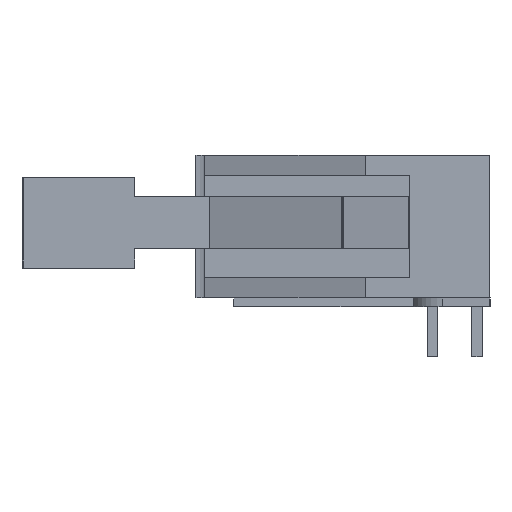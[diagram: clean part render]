
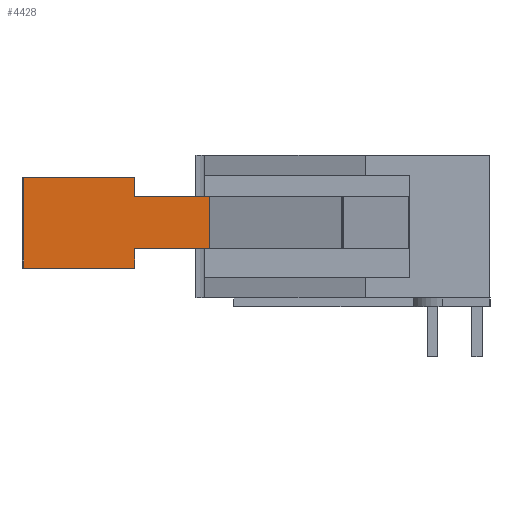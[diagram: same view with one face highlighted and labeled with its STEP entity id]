
A CAD part, left-side view. The second image highlights one B-rep face of the part: STEP entity #4428.
In plain terms, the highlighted planar face has unit normal (-1, 0, 0).
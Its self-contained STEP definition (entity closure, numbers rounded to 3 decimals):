
#201=PLANE($,#4741);
#690=LINE($,#7003,#1241);
#696=LINE($,#7020,#1247);
#697=LINE($,#7021,#1248);
#698=LINE($,#7023,#1249);
#699=LINE($,#7025,#1250);
#700=LINE($,#7027,#1251);
#701=LINE($,#7029,#1252);
#702=LINE($,#7030,#1253);
#1241=VECTOR($,#5733,4.281);
#1247=VECTOR($,#5747,4.281);
#1248=VECTOR($,#5748,2.997);
#1249=VECTOR($,#5749,1.092);
#1250=VECTOR($,#5750,6.326);
#1251=VECTOR($,#5751,5.182);
#1252=VECTOR($,#5752,6.326);
#1253=VECTOR($,#5753,1.092);
#1558=FACE_OUTER_BOUND($,#1821,.T.);
#1821=EDGE_LOOP($,(#3958,#3959,#3960,#3961,#3962,#3963,#3964,#3965));
#2276=VERTEX_POINT($,#7001);
#2277=VERTEX_POINT($,#7002);
#2283=VERTEX_POINT($,#7018);
#2284=VERTEX_POINT($,#7019);
#2285=VERTEX_POINT($,#7022);
#2286=VERTEX_POINT($,#7024);
#2287=VERTEX_POINT($,#7026);
#2288=VERTEX_POINT($,#7028);
#2846=EDGE_CURVE($,#2276,#2277,#690,.T.);
#2855=EDGE_CURVE($,#2283,#2284,#696,.T.);
#2856=EDGE_CURVE($,#2276,#2283,#697,.T.);
#2857=EDGE_CURVE($,#2277,#2285,#698,.T.);
#2858=EDGE_CURVE($,#2286,#2285,#699,.T.);
#2859=EDGE_CURVE($,#2287,#2286,#700,.T.);
#2860=EDGE_CURVE($,#2288,#2287,#701,.T.);
#2861=EDGE_CURVE($,#2284,#2288,#702,.T.);
#3958=ORIENTED_EDGE($,*,*,#2855,.F.);
#3959=ORIENTED_EDGE($,*,*,#2856,.F.);
#3960=ORIENTED_EDGE($,*,*,#2846,.T.);
#3961=ORIENTED_EDGE($,*,*,#2857,.T.);
#3962=ORIENTED_EDGE($,*,*,#2858,.F.);
#3963=ORIENTED_EDGE($,*,*,#2859,.F.);
#3964=ORIENTED_EDGE($,*,*,#2860,.F.);
#3965=ORIENTED_EDGE($,*,*,#2861,.F.);
#4428=ADVANCED_FACE($,(#1558),#201,.T.);
#4741=AXIS2_PLACEMENT_3D($,#7017,#5745,#5746);
#5733=DIRECTION($,(0.,1.,0.));
#5745=DIRECTION('center_axis',(-1.,0.,0.));
#5746=DIRECTION('ref_axis',(0.,0.,-1.));
#5747=DIRECTION($,(0.,1.,0.));
#5748=DIRECTION($,(0.,0.,-1.));
#5749=DIRECTION($,(0.,0.,1.));
#5750=DIRECTION($,(0.,-1.,0.));
#5751=DIRECTION($,(0.,0.,1.));
#5752=DIRECTION($,(0.,1.,0.));
#5753=DIRECTION($,(0.,0.,-1.));
#7001=CARTESIAN_POINT('',(-22.144,13.953,6.299));
#7002=CARTESIAN_POINT('',(-22.144,18.235,6.299));
#7003=CARTESIAN_POINT($,(-22.144,13.953,6.299));
#7017=CARTESIAN_POINT('Origin',(-22.144,19.257,2.21));
#7018=CARTESIAN_POINT('',(-22.144,13.953,3.302));
#7019=CARTESIAN_POINT('',(-22.144,18.235,3.302));
#7020=CARTESIAN_POINT($,(-22.144,13.953,3.302));
#7021=CARTESIAN_POINT($,(-22.144,13.953,6.299));
#7022=CARTESIAN_POINT('',(-22.144,18.235,7.391));
#7023=CARTESIAN_POINT($,(-22.144,18.235,6.299));
#7024=CARTESIAN_POINT('',(-22.144,24.561,7.391));
#7025=CARTESIAN_POINT($,(-22.144,24.561,7.391));
#7026=CARTESIAN_POINT('',(-22.144,24.561,2.21));
#7027=CARTESIAN_POINT($,(-22.144,24.561,2.21));
#7028=CARTESIAN_POINT('',(-22.144,18.235,2.21));
#7029=CARTESIAN_POINT($,(-22.144,18.235,2.21));
#7030=CARTESIAN_POINT($,(-22.144,18.235,3.302));
